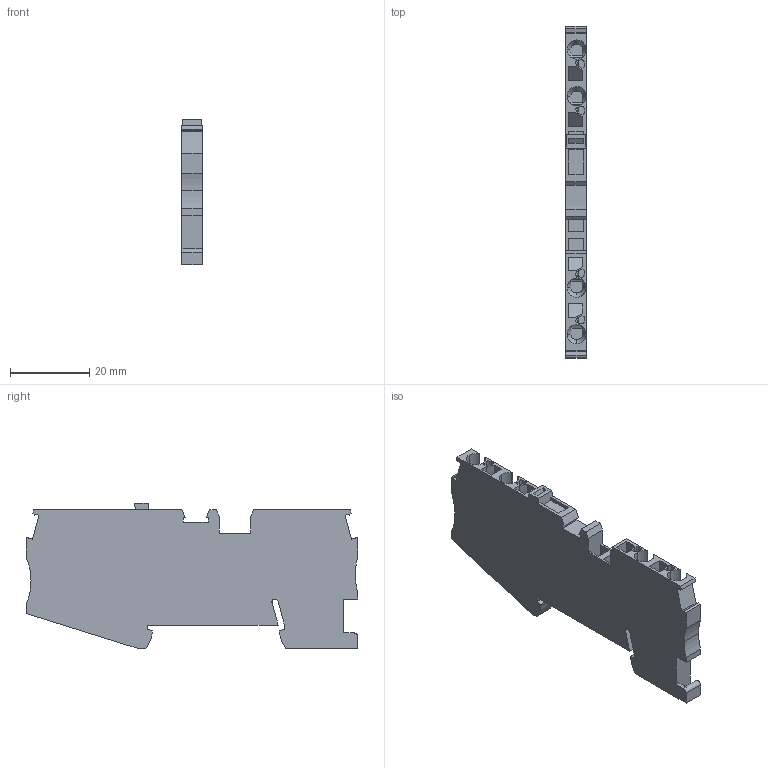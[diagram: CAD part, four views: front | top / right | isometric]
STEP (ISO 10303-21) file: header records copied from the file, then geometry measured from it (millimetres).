
FILE_DESCRIPTION(('STEP AP214'),'1');
FILE_NAME('cctmp_54A556BF-1025-4329-8031-C6C0E969CC8C_2023_07_24_21_41_38_0875..stp','2023-07-24T19:41:40',('SIEMENS A&D'),('CADClick - www.CADClick.com'),'Spatial InterOp 3D postprocessed',' ','unknown authorization');
FILE_SCHEMA(('AUTOMOTIVE_DESIGN'));
Length unit declared in the file: millimetre
Products named in the file (1): 2023_07_24_21_41_38_0859
Bounding box: 5.15 x 84 x 36.85 mm (x, y, z)
Volume: 11075.5 mm3; surface area: 8305.2 mm2
Topology: 1 solids, 1 shells, 298 faces, 830 edges, 544 vertices
Faces by surface type: plane 210, cylinder 64, cone 24
Entity records: 12835 total; most frequent: CARTESIAN_POINT 4244, ORIENTED_EDGE 1660, DIRECTION 1511, EDGE_CURVE 830, LINE 633, VECTOR 633, VERTEX_POINT 544, AXIS2_PLACEMENT_3D 439
